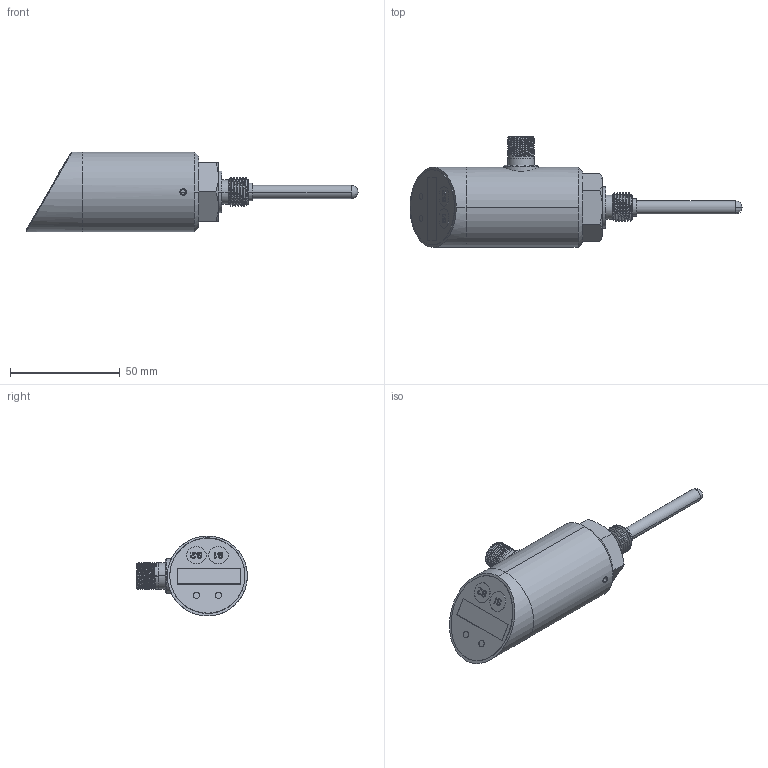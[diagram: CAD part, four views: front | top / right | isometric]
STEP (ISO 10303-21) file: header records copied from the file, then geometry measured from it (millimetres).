
FILE_DESCRIPTION (( 'STEP AP214' ), '1' );
FILE_NAME ('SRTH600-206-2302_3D.STEP', '2022-03-10T22:21:55', ( '' ), ( '' ), 'SwSTEP 2.0', 'SolidWorks 2021', '' );
FILE_SCHEMA (( 'AUTOMOTIVE_DESIGN' ));
Length unit declared in the file: inch
Products named in the file (6): LIANJIEQI; PRT0003; SRTH600-206-2302_3D; TANXINGTIJIETOU; PRT0005; WAIGUAN
Assembly tree (5 placements, depth 2):
  SRTH600-206-2302_3D
    WAIGUAN
    LIANJIEQI
    TANXINGTIJIETOU
    PRT0005
    PRT0003
Bounding box: 151.07 x 50.4 x 36.4 mm (x, y, z)
Volume: 15925.5 mm3; surface area: 26975.4 mm2
Topology: 2 solids, 9 shells, 368 faces, 1035 edges, 693 vertices
Faces by surface type: plane 195, cylinder 106, cone 37, bspline 30
Entity records: 20449 total; most frequent: CARTESIAN_POINT 11288, ORIENTED_EDGE 2010, DIRECTION 1545, EDGE_CURVE 1015, VERTEX_POINT 693, LINE 593, VECTOR 593, AXIS2_PLACEMENT_3D 476
